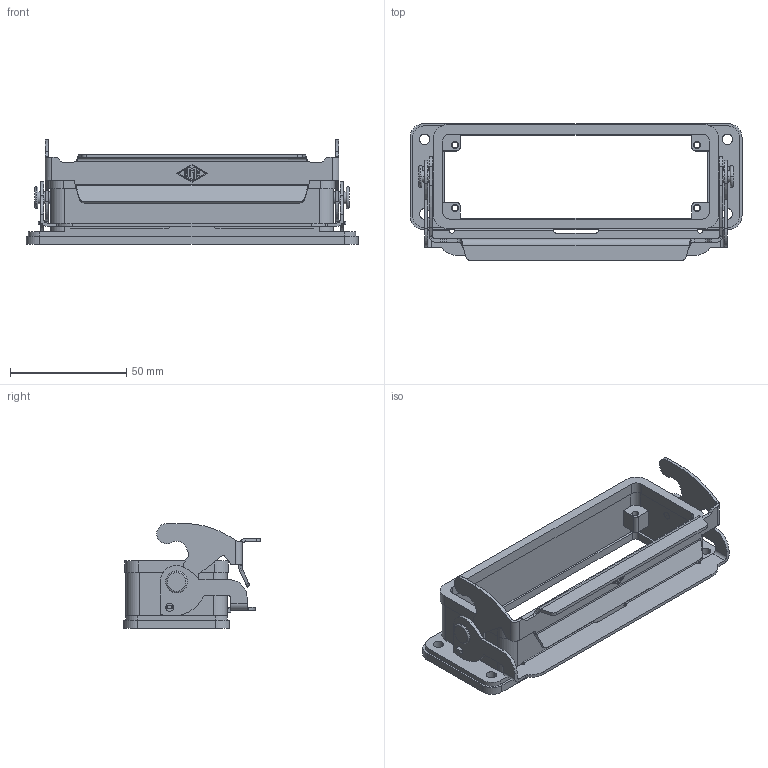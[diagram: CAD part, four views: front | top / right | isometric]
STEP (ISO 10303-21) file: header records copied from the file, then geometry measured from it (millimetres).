
FILE_DESCRIPTION(('Creo Elements/Direct Modeling STEP Export'),'2;1');
FILE_NAME('0ln7uvk4am7hrk83412','2017-05-12T15:07:29',(''),(''),'PTC Creo Elements/Direct Modeling STEP processor for AP214 (Solid Model)','PTC Creo Elements/Direct Modeling 19.0E 27-Jun-2016 (C) Parametric Technology GmbH','');
FILE_SCHEMA(('AUTOMOTIVE_DESIGN { 1 0 10303 214 1 1 1 1 }'));
Length unit declared in the file: millimetre
Products named in the file (1): CVIW_24_L
Bounding box: 142.5 x 58.73 x 45 mm (x, y, z)
Volume: 46733.1 mm3; surface area: 39725.7 mm2
Topology: 1 solids, 1 shells, 417 faces, 1143 edges, 756 vertices
Faces by surface type: plane 201, cylinder 194, bspline 12, torus 6, cone 4
Entity records: 19312 total; most frequent: CARTESIAN_POINT 5268, ORIENTED_EDGE 2278, DIRECTION 2191, EDGE_CURVE 1139, VERTEX_POINT 756, AXIS2_PLACEMENT_3D 741, VECTOR 709, LINE 709
